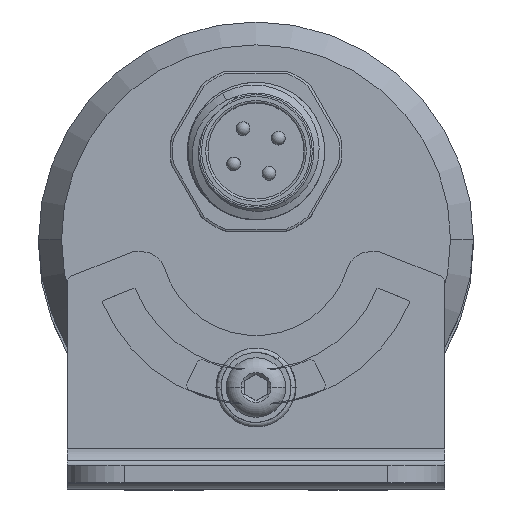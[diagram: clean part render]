
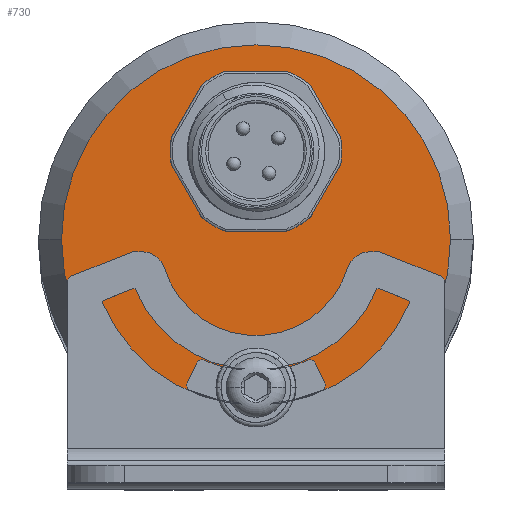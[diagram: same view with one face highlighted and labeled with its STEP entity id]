
A CAD part, top view. The second image highlights one B-rep face of the part: STEP entity #730.
In plain terms, the highlighted planar face has unit normal (0, 0, 1).
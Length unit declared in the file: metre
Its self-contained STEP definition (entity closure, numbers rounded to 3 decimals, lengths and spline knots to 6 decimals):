
#730=ADVANCED_FACE('19:15024',(#1571,#1572),#1573,.F.);
#1571=FACE_BOUND('',#2610,.T.);
#1572=FACE_OUTER_BOUND('',#2611,.T.);
#1573=PLANE('',#2612);
#2610=EDGE_LOOP('',(#4873,#4874,#4875,#4876,#4877,#4878,#4879,#4880,#4881,#4882,#4883,#4884,#4885,#4886,#4887,#4888,#4889,#4890,#4891,#4892));
#2611=EDGE_LOOP('',(#4893,#4894));
#2612=AXIS2_PLACEMENT_3D('',#4895,#4896,#4897);
#4873=ORIENTED_EDGE('',*,*,#7354,.T.);
#4874=ORIENTED_EDGE('',*,*,#7381,.T.);
#4875=ORIENTED_EDGE('',*,*,#7388,.T.);
#4876=ORIENTED_EDGE('',*,*,#7333,.F.);
#4877=ORIENTED_EDGE('',*,*,#7402,.F.);
#4878=ORIENTED_EDGE('',*,*,#7404,.T.);
#4879=ORIENTED_EDGE('',*,*,#7328,.F.);
#4880=ORIENTED_EDGE('',*,*,#7406,.F.);
#4881=ORIENTED_EDGE('',*,*,#7371,.T.);
#4882=ORIENTED_EDGE('',*,*,#7364,.T.);
#4883=ORIENTED_EDGE('',*,*,#7408,.T.);
#4884=ORIENTED_EDGE('',*,*,#7323,.F.);
#4885=ORIENTED_EDGE('',*,*,#7411,.F.);
#4886=ORIENTED_EDGE('',*,*,#7413,.T.);
#4887=ORIENTED_EDGE('',*,*,#7338,.F.);
#4888=ORIENTED_EDGE('',*,*,#7399,.F.);
#4889=ORIENTED_EDGE('',*,*,#7383,.T.);
#4890=ORIENTED_EDGE('',*,*,#7375,.T.);
#4891=ORIENTED_EDGE('',*,*,#7360,.T.);
#4892=ORIENTED_EDGE('',*,*,#7368,.T.);
#4893=ORIENTED_EDGE('',*,*,#7315,.F.);
#4894=ORIENTED_EDGE('',*,*,#7415,.F.);
#4895=CARTESIAN_POINT('',(0.0,0.,0.3113));
#4896=DIRECTION('',(0.0,0.0,-1.0));
#4897=DIRECTION('',(-1.0,0.0,0.0));
#7315=EDGE_CURVE('19:33',#8670,#8667,#8672,.T.);
#7323=EDGE_CURVE('19:19658',#8683,#8686,#8687,.F.);
#7328=EDGE_CURVE('19:19712',#8692,#8695,#8696,.F.);
#7333=EDGE_CURVE('19:19767',#8701,#8704,#8705,.F.);
#7338=EDGE_CURVE('19:19822',#8710,#8713,#8714,.F.);
#7354=EDGE_CURVE('20:3729',#8741,#8719,#8742,.T.);
#7360=EDGE_CURVE('20:3713',#8731,#8749,#8751,.T.);
#7364=EDGE_CURVE('20:2366',#8756,#8754,#8757,.T.);
#7368=EDGE_CURVE('20:2381',#8749,#8741,#8761,.T.);
#7371=EDGE_CURVE('20:405',#8764,#8756,#8765,.F.);
#7375=EDGE_CURVE('20:397',#8770,#8731,#8771,.T.);
#7381=EDGE_CURVE('20:393',#8719,#8778,#8780,.T.);
#7383=EDGE_CURVE('20:435',#8782,#8770,#8783,.F.);
#7388=EDGE_CURVE('20:438',#8778,#8704,#8789,.F.);
#7399=EDGE_CURVE('19:19822',#8782,#8710,#8802,.F.);
#7402=EDGE_CURVE('19:19767',#8804,#8701,#8806,.F.);
#7404=EDGE_CURVE('19:16404',#8804,#8695,#8808,.T.);
#7406=EDGE_CURVE('19:19712',#8764,#8692,#8810,.F.);
#7408=EDGE_CURVE('20:408',#8754,#8686,#8812,.F.);
#7411=EDGE_CURVE('19:19658',#8814,#8683,#8816,.F.);
#7413=EDGE_CURVE('19:16395',#8814,#8713,#8818,.T.);
#7415=EDGE_CURVE('19:33',#8667,#8670,#8820,.T.);
#8667=VERTEX_POINT('',#10584);
#8670=VERTEX_POINT('',#10588);
#8672=CIRCLE('',#10591,0.017);
#8683=VERTEX_POINT('',#10604);
#8686=VERTEX_POINT('',#10608);
#8687=CIRCLE('',#10609,0.0005);
#8692=VERTEX_POINT('',#10615);
#8695=VERTEX_POINT('',#10619);
#8696=CIRCLE('',#10620,0.0005);
#8701=VERTEX_POINT('',#10626);
#8704=VERTEX_POINT('',#10630);
#8705=CIRCLE('',#10631,0.0005);
#8710=VERTEX_POINT('',#10637);
#8713=VERTEX_POINT('',#10641);
#8714=CIRCLE('',#10642,0.0005);
#8719=VERTEX_POINT('',#10648);
#8731=VERTEX_POINT('',#10663);
#8741=VERTEX_POINT('',#10676);
#8742=CIRCLE('',#10677,0.0035);
#8749=VERTEX_POINT('',#10685);
#8751=CIRCLE('',#10688,0.0035);
#8754=VERTEX_POINT('',#10691);
#8756=VERTEX_POINT('',#10694);
#8757=CIRCLE('',#10695,0.0144);
#8761=CIRCLE('',#10700,0.0115);
#8764=VERTEX_POINT('',#10703);
#8765=CIRCLE('',#10704,0.0144);
#8770=VERTEX_POINT('',#10710);
#8771=CIRCLE('',#10711,0.0035);
#8778=VERTEX_POINT('',#10719);
#8780=CIRCLE('',#10722,0.0035);
#8782=VERTEX_POINT('',#10724);
#8783=CIRCLE('',#10725,0.0115);
#8789=CIRCLE('',#10732,0.0115);
#8802=CIRCLE('',#10747,0.0005);
#8804=VERTEX_POINT('',#10749);
#8806=CIRCLE('',#10752,0.0005);
#8808=LINE('',#10754,#10755);
#8810=CIRCLE('',#10757,0.0005);
#8812=CIRCLE('',#10759,0.0144);
#8814=VERTEX_POINT('',#10761);
#8816=CIRCLE('',#10764,0.0005);
#8818=LINE('',#10766,#10767);
#8820=CIRCLE('',#10769,0.017);
#10584=CARTESIAN_POINT('',(0.017,0.,0.3113));
#10588=CARTESIAN_POINT('',(-0.017,0.,0.3113));
#10591=AXIS2_PLACEMENT_3D('',#14665,#14666,#14667);
#10604=CARTESIAN_POINT('',(-0.006015,-0.012922,0.3113));
#10608=CARTESIAN_POINT('',(-0.005746,-0.013204,0.3113));
#10609=AXIS2_PLACEMENT_3D('',#14677,#14678,#14679);
#10615=CARTESIAN_POINT('',(0.006015,-0.012922,0.3113));
#10619=CARTESIAN_POINT('',(0.005999,-0.012533,0.3113));
#10620=AXIS2_PLACEMENT_3D('',#14685,#14686,#14687);
#10626=CARTESIAN_POINT('',(0.004915,-0.010558,0.3113));
#10630=CARTESIAN_POINT('',(0.00454,-0.010566,0.3113));
#10631=AXIS2_PLACEMENT_3D('',#14693,#14694,#14695);
#10637=CARTESIAN_POINT('',(-0.004915,-0.010558,0.3113));
#10641=CARTESIAN_POINT('',(-0.00519,-0.010812,0.3113));
#10642=AXIS2_PLACEMENT_3D('',#14701,#14702,#14703);
#10648=CARTESIAN_POINT('',(0.0035,-0.012951,0.3113));
#10663=CARTESIAN_POINT('',(-0.0035,-0.012951,0.3113));
#10676=CARTESIAN_POINT('',(0.002976,-0.011114,0.3113));
#10677=AXIS2_PLACEMENT_3D('',#14726,#14727,#14728);
#10685=CARTESIAN_POINT('',(-0.002976,-0.011114,0.3113));
#10688=AXIS2_PLACEMENT_3D('',#14737,#14738,#14739);
#10691=CARTESIAN_POINT('',(-0.003337,-0.014011,0.3113));
#10694=CARTESIAN_POINT('',(0.003337,-0.014011,0.3113));
#10695=AXIS2_PLACEMENT_3D('',#14744,#14745,#14746);
#10700=AXIS2_PLACEMENT_3D('',#14751,#14752,#14753);
#10703=CARTESIAN_POINT('',(0.005746,-0.013204,0.3113));
#10704=AXIS2_PLACEMENT_3D('',#14754,#14755,#14756);
#10710=CARTESIAN_POINT('',(-0.002976,-0.011108,0.3113));
#10711=AXIS2_PLACEMENT_3D('',#14761,#14762,#14763);
#10719=CARTESIAN_POINT('',(0.002976,-0.011108,0.3113));
#10722=AXIS2_PLACEMENT_3D('',#14772,#14773,#14774);
#10724=CARTESIAN_POINT('',(-0.00454,-0.010566,0.3113));
#10725=AXIS2_PLACEMENT_3D('',#14775,#14776,#14777);
#10732=AXIS2_PLACEMENT_3D('',#14785,#14786,#14787);
#10747=AXIS2_PLACEMENT_3D('',#14805,#14806,#14807);
#10749=CARTESIAN_POINT('',(0.00519,-0.010812,0.3113));
#10752=AXIS2_PLACEMENT_3D('',#14809,#14810,#14811);
#10754=CARTESIAN_POINT('',(0.005003,-0.010415,0.3113));
#10755=VECTOR('',#14812,1.0);
#10757=AXIS2_PLACEMENT_3D('',#14813,#14814,#14815);
#10759=AXIS2_PLACEMENT_3D('',#14816,#14817,#14818);
#10761=CARTESIAN_POINT('',(-0.005999,-0.012533,0.3113));
#10764=AXIS2_PLACEMENT_3D('',#14820,#14821,#14822);
#10766=CARTESIAN_POINT('',(-0.006191,-0.01294,0.3113));
#10767=VECTOR('',#14823,1.0);
#10769=AXIS2_PLACEMENT_3D('',#14824,#14825,#14826);
#14665=CARTESIAN_POINT('',(0.0,0.,0.3113));
#14666=DIRECTION('',(0.0,0.0,-1.0));
#14667=DIRECTION('',(1.0,0.0,0.0));
#14677=CARTESIAN_POINT('',(-0.005547,-0.012745,0.3113));
#14678=DIRECTION('',(-0.0,0.0,-1.0));
#14679=DIRECTION('',(-0.936,-0.353,0.0));
#14685=CARTESIAN_POINT('',(0.005547,-0.012745,0.3113));
#14686=DIRECTION('',(0.0,0.0,-1.0));
#14687=DIRECTION('',(0.936,-0.353,0.0));
#14693=CARTESIAN_POINT('',(0.004738,-0.011025,0.3113));
#14694=DIRECTION('',(0.0,0.0,-1.0));
#14695=DIRECTION('',(0.355,0.935,0.0));
#14701=CARTESIAN_POINT('',(-0.004738,-0.011025,0.3113));
#14702=DIRECTION('',(0.0,0.0,-1.0));
#14703=DIRECTION('',(-0.355,0.935,0.0));
#14726=CARTESIAN_POINT('',(0.,-0.012955,0.3113));
#14727=DIRECTION('',(0.0,0.0,-1.0));
#14728=DIRECTION('',(1.0,0.0,0.0));
#14737=CARTESIAN_POINT('',(0.,-0.012955,0.3113));
#14738=DIRECTION('',(0.0,0.0,-1.0));
#14739=DIRECTION('',(1.0,0.0,0.0));
#14744=CARTESIAN_POINT('',(0.,-0.000005,0.3113));
#14745=DIRECTION('',(-0.0,0.0,-1.0));
#14746=DIRECTION('',(-0.232,-0.973,0.0));
#14751=CARTESIAN_POINT('',(0.,-0.000005,0.3113));
#14752=DIRECTION('',(0.0,0.0,1.0));
#14753=DIRECTION('',(-0.259,-0.966,0.0));
#14754=CARTESIAN_POINT('',(0.,0.,0.3113));
#14755=DIRECTION('',(0.0,-0.0,1.0));
#14756=DIRECTION('',(1.0,0.0,0.0));
#14761=CARTESIAN_POINT('',(0.,-0.01295,0.3113));
#14762=DIRECTION('',(0.0,0.0,1.0));
#14763=DIRECTION('',(1.0,0.0,0.0));
#14772=CARTESIAN_POINT('',(0.,-0.01295,0.3113));
#14773=DIRECTION('',(0.0,0.0,1.0));
#14774=DIRECTION('',(1.0,0.0,0.0));
#14775=CARTESIAN_POINT('',(0.,0.,0.3113));
#14776=DIRECTION('',(0.0,0.0,-1.0));
#14777=DIRECTION('',(1.0,0.0,0.0));
#14785=CARTESIAN_POINT('',(0.,0.,0.3113));
#14786=DIRECTION('',(0.0,0.0,-1.0));
#14787=DIRECTION('',(1.0,0.0,0.0));
#14805=CARTESIAN_POINT('',(-0.004738,-0.011025,0.3113));
#14806=DIRECTION('',(0.0,0.0,-1.0));
#14807=DIRECTION('',(-0.355,0.935,0.0));
#14809=CARTESIAN_POINT('',(0.004738,-0.011025,0.3113));
#14810=DIRECTION('',(0.0,0.0,-1.0));
#14811=DIRECTION('',(0.355,0.935,0.0));
#14812=DIRECTION('',(0.426,-0.905,0.0));
#14813=CARTESIAN_POINT('',(0.005547,-0.012745,0.3113));
#14814=DIRECTION('',(0.0,0.0,-1.0));
#14815=DIRECTION('',(0.936,-0.353,0.0));
#14816=CARTESIAN_POINT('',(0.,0.,0.3113));
#14817=DIRECTION('',(0.0,-0.0,1.0));
#14818=DIRECTION('',(1.0,0.0,0.0));
#14820=CARTESIAN_POINT('',(-0.005547,-0.012745,0.3113));
#14821=DIRECTION('',(-0.0,0.0,-1.0));
#14822=DIRECTION('',(-0.936,-0.353,0.0));
#14823=DIRECTION('',(0.426,0.905,0.0));
#14824=CARTESIAN_POINT('',(0.0,0.,0.3113));
#14825=DIRECTION('',(0.0,0.0,-1.0));
#14826=DIRECTION('',(1.0,0.0,0.0));
